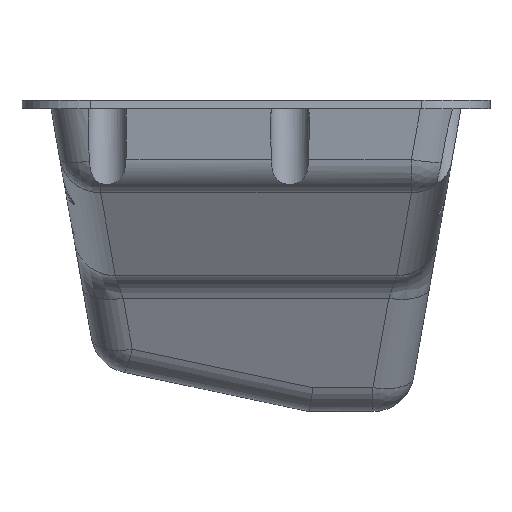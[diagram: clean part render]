
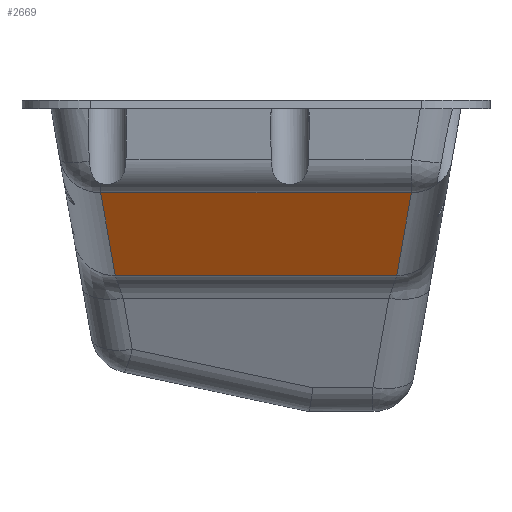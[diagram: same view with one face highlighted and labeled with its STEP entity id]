
A CAD part, front view. The second image highlights one B-rep face of the part: STEP entity #2669.
In plain terms, the highlighted planar face has unit normal (0, -0.225, -0.974).
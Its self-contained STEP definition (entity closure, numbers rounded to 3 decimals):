
#2166=CARTESIAN_POINT('Vertex',(23.872,145.611,49.383)) ;
#2169=CARTESIAN_POINT('Line Origine',(23.913,146.626,49.149)) ;
#2173=CARTESIAN_POINT('Vertex',(18.562,15.188,79.494)) ;
#2505=CARTESIAN_POINT('Vertex',(126.128,145.611,49.383)) ;
#2508=CARTESIAN_POINT('Line Origine',(75.,145.611,49.383)) ;
#2646=CARTESIAN_POINT('Axis2P3D Location',(0.,152.74,47.737)) ;
#2651=CARTESIAN_POINT('Line Origine',(128.783,80.4,64.438)) ;
#2655=CARTESIAN_POINT('Vertex',(131.438,15.188,79.494)) ;
#2658=CARTESIAN_POINT('Line Origine',(75.,15.188,79.494)) ;
#2170=DIRECTION('Vector Direction',(-0.04,-0.974,0.225)) ;
#2509=DIRECTION('Vector Direction',(1.,0.,0.)) ;
#2647=DIRECTION('Axis2P3D Direction',(-0.,0.225,0.974)) ;
#2648=DIRECTION('Axis2P3D XDirection',(0.,-0.974,0.225)) ;
#2652=DIRECTION('Vector Direction',(0.04,-0.974,0.225)) ;
#2659=DIRECTION('Vector Direction',(-1.,0.,0.)) ;
#2649=AXIS2_PLACEMENT_3D('Plane Axis2P3D',#2646,#2647,#2648) ;
#2664=ORIENTED_EDGE('',*,*,#2175,.T.) ;
#2665=ORIENTED_EDGE('',*,*,#2512,.F.) ;
#2666=ORIENTED_EDGE('',*,*,#2657,.T.) ;
#2667=ORIENTED_EDGE('',*,*,#2662,.T.) ;
#2171=VECTOR('Line Direction',#2170,1.) ;
#2510=VECTOR('Line Direction',#2509,1.) ;
#2653=VECTOR('Line Direction',#2652,1.) ;
#2660=VECTOR('Line Direction',#2659,1.) ;
#2669=ADVANCED_FACE('PartBody',(#2668),#2650,.F.) ;
#2175=EDGE_CURVE('',#2174,#2167,#2172,.F.) ;
#2512=EDGE_CURVE('',#2506,#2167,#2511,.F.) ;
#2657=EDGE_CURVE('',#2506,#2656,#2654,.T.) ;
#2662=EDGE_CURVE('',#2656,#2174,#2661,.T.) ;
#2663=EDGE_LOOP('',(#2664,#2665,#2666,#2667)) ;
#2668=FACE_OUTER_BOUND('',#2663,.T.) ;
#2172=LINE('Line',#2169,#2171) ;
#2511=LINE('Line',#2508,#2510) ;
#2654=LINE('Line',#2651,#2653) ;
#2661=LINE('Line',#2658,#2660) ;
#2650=PLANE('',#2649) ;
#2167=VERTEX_POINT('',#2166) ;
#2174=VERTEX_POINT('',#2173) ;
#2506=VERTEX_POINT('',#2505) ;
#2656=VERTEX_POINT('',#2655) ;
